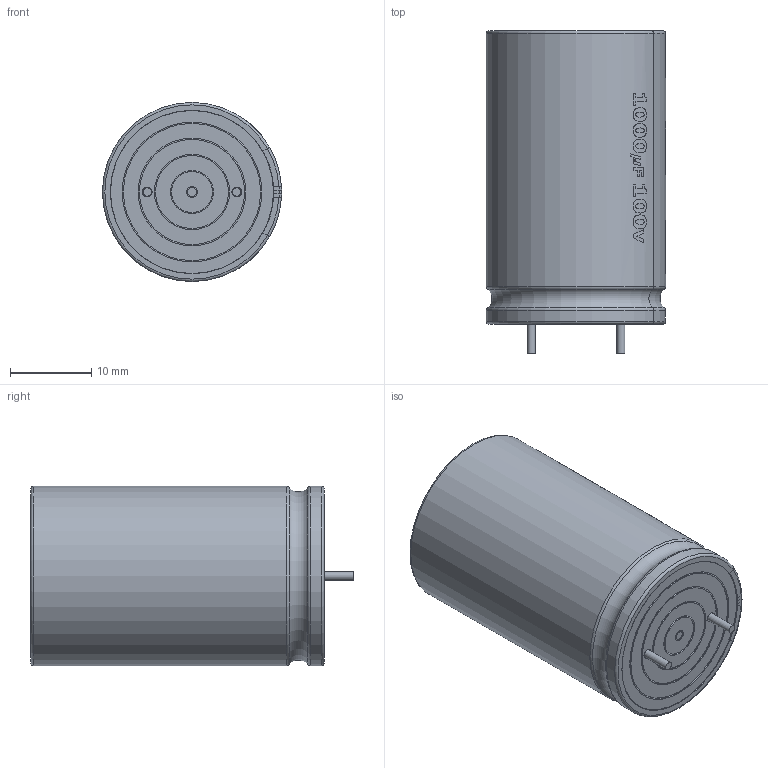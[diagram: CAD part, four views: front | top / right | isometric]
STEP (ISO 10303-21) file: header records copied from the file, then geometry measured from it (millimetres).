
FILE_DESCRIPTION(/* description */ (''),/* implementation_level */ '2;1');
FILE_NAME(/* name */ '1000uF 100V electr -22x36mm -P.diameter 11mm.stp',/* time_stamp */ '2022-03-11T22:52:31+01:00',/* author */ ('JOSE LUIS'),/* organization */ (''),/* preprocessor_version */ 'ST-DEVELOPER v18',/* originating_system */ 'Autodesk Inventor 2020',/* authorisation */ '');
FILE_SCHEMA (('AUTOMOTIVE_DESIGN { 1 0 10303 214 3 1 1 }'));
Length unit declared in the file: millimetre
Products named in the file (1): 1000uF 100V electr -22x36mm -P.diameter 11mm
Bounding box: 22 x 39.57 x 22 mm (x, y, z)
Volume: 13545.3 mm3; surface area: 3314.8 mm2
Topology: 3 solids, 3 shells, 124 faces, 497 edges, 411 vertices
Faces by surface type: cylinder 61, plane 38, torus 25
Full cylindrical faces by diameter (mm): 1 x2, 1.05 x1, 1.2 x2, 1.35 x1, 5 x1, 5.3 x1, 8.95 x1, 9.25 x1, 12.9 x1, 13.2 x1, 16.85 x1, 17.15 x1, 20 x2
Entity records: 6731 total; most frequent: CARTESIAN_POINT 2184, ORIENTED_EDGE 994, DIRECTION 850, EDGE_CURVE 497, VERTEX_POINT 411, AXIS2_PLACEMENT_3D 354, CIRCLE 225, EDGE_LOOP 160
